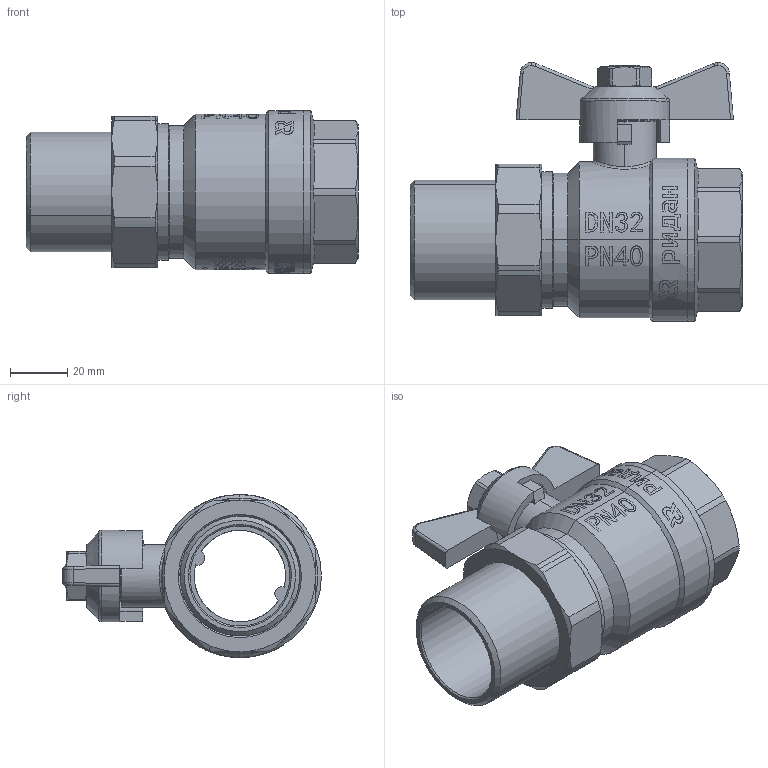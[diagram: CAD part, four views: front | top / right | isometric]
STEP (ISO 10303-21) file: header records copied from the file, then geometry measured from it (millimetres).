
FILE_DESCRIPTION (( 'STEP AP214' ), '1' );
FILE_NAME ('带接管球阀1.25.STEP', '2023-03-07T06:51:14', ( '' ), ( '' ), 'SwSTEP 2.0', 'SolidWorks 2016', '' );
FILE_SCHEMA (( 'AUTOMOTIVE_DESIGN' ));
Length unit declared in the file: millimetre
Products named in the file (13): ñ; 极; 带接管球阀1.25; 評倛忒梟; 鞠褒蹟譫_12; 鞠褒揤簽_M18x1.5; 沓蹋_16.3x12.1x6; 沓蹋俋蹟恇概裝; 諉奪; 菜え; 蟀諉簽; 躇猾釱3040320000053; 3010214055032空心球50x32x8_50x32x8
Assembly tree (13 placements, depth 2):
  带接管球阀1.25
    极
    ñ
    3010214055032空心球50x32x8_50x32x8
    躇猾釱3040320000053  x2
    蟀諉簽
    菜え
    諉奪
    沓蹋俋蹟恇概裝
    沓蹋_16.3x12.1x6
    鞠褒揤簽_M18x1.5
    鞠褒蹟譫_12
    評倛忒梟
Bounding box: 116.1 x 90.5 x 57.02 mm (x, y, z)
Volume: 122345.6 mm3; surface area: 82728.5 mm2
Topology: 13 solids, 13 shells, 946 faces, 2402 edges, 1551 vertices
Faces by surface type: plane 361, bspline 251, cylinder 200, cone 114, torus 14, sphere 6
Entity records: 64544 total; most frequent: CARTESIAN_POINT 43433, ORIENTED_EDGE 4724, DIRECTION 3406, EDGE_CURVE 2362, VERTEX_POINT 1527, AXIS2_PLACEMENT_3D 1328, EDGE_LOOP 1033, B_SPLINE_CURVE_WITH_KNOTS 955
